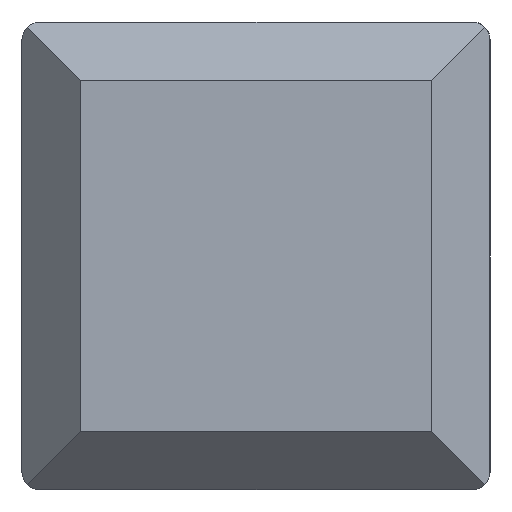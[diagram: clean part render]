
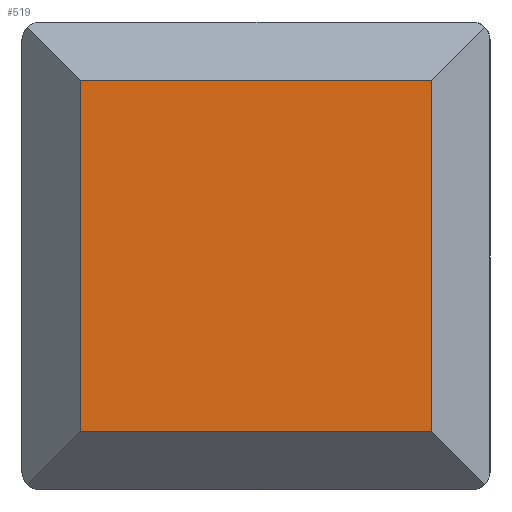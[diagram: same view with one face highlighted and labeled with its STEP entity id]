
A CAD part, left-side view. The second image highlights one B-rep face of the part: STEP entity #519.
In plain terms, the highlighted planar face has unit normal (-1, 0, 0).
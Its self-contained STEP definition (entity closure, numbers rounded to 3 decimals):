
#49 = VERTEX_POINT ( 'NONE', #1170 ) ;
#73 = DIRECTION ( 'NONE',  ( 1., 0., 0. ) ) ;
#117 = CARTESIAN_POINT ( 'NONE',  ( -52., 0., 0. ) ) ;
#190 = LINE ( 'NONE', #1423, #993 ) ;
#191 = VECTOR ( 'NONE', #1931, 1000. ) ;
#230 = AXIS2_PLACEMENT_3D ( 'NONE', #117, #73, #1346 ) ;
#422 = CARTESIAN_POINT ( 'NONE',  ( -52., 1.5, -1.5 ) ) ;
#519 = ADVANCED_FACE ( 'NONE', ( #1304 ), #1026, .F. ) ;
#657 = VECTOR ( 'NONE', #3226, 1000. ) ;
#819 = DIRECTION ( 'NONE',  ( 0., 0., -1. ) ) ;
#822 = ORIENTED_EDGE ( 'NONE', *, *, #1454, .T. ) ;
#993 = VECTOR ( 'NONE', #2300, 1000. ) ;
#1026 = PLANE ( 'NONE',  #230 ) ;
#1094 = LINE ( 'NONE', #2318, #3488 ) ;
#1170 = CARTESIAN_POINT ( 'NONE',  ( -52., -1.5, 1.5 ) ) ;
#1304 = FACE_OUTER_BOUND ( 'NONE', #1410, .T. ) ;
#1346 = DIRECTION ( 'NONE',  ( 0., 0., -1. ) ) ;
#1348 = EDGE_CURVE ( 'NONE', #1874, #49, #1996, .T. ) ;
#1364 = ORIENTED_EDGE ( 'NONE', *, *, #1348, .T. ) ;
#1410 = EDGE_LOOP ( 'NONE', ( #1914, #1364, #1702, #822 ) ) ;
#1423 = CARTESIAN_POINT ( 'NONE',  ( -52., 0., -1.5 ) ) ;
#1454 = EDGE_CURVE ( 'NONE', #1689, #1728, #1094, .T. ) ;
#1601 = CARTESIAN_POINT ( 'NONE',  ( -52., 1.5, 1.5 ) ) ;
#1689 = VERTEX_POINT ( 'NONE', #1601 ) ;
#1702 = ORIENTED_EDGE ( 'NONE', *, *, #2301, .T. ) ;
#1728 = VERTEX_POINT ( 'NONE', #422 ) ;
#1874 = VERTEX_POINT ( 'NONE', #3232 ) ;
#1914 = ORIENTED_EDGE ( 'NONE', *, *, #3796, .T. ) ;
#1931 = DIRECTION ( 'NONE',  ( 0., 0., 1. ) ) ;
#1996 = LINE ( 'NONE', #3761, #191 ) ;
#2300 = DIRECTION ( 'NONE',  ( 0., -1., 0. ) ) ;
#2301 = EDGE_CURVE ( 'NONE', #49, #1689, #2600, .T. ) ;
#2318 = CARTESIAN_POINT ( 'NONE',  ( -52., 1.5, 0. ) ) ;
#2600 = LINE ( 'NONE', #3201, #657 ) ;
#3201 = CARTESIAN_POINT ( 'NONE',  ( -52., 0., 1.5 ) ) ;
#3226 = DIRECTION ( 'NONE',  ( 0., 1., 0. ) ) ;
#3232 = CARTESIAN_POINT ( 'NONE',  ( -52., -1.5, -1.5 ) ) ;
#3488 = VECTOR ( 'NONE', #819, 1000. ) ;
#3761 = CARTESIAN_POINT ( 'NONE',  ( -52., -1.5, 0. ) ) ;
#3796 = EDGE_CURVE ( 'NONE', #1728, #1874, #190, .T. ) ;
